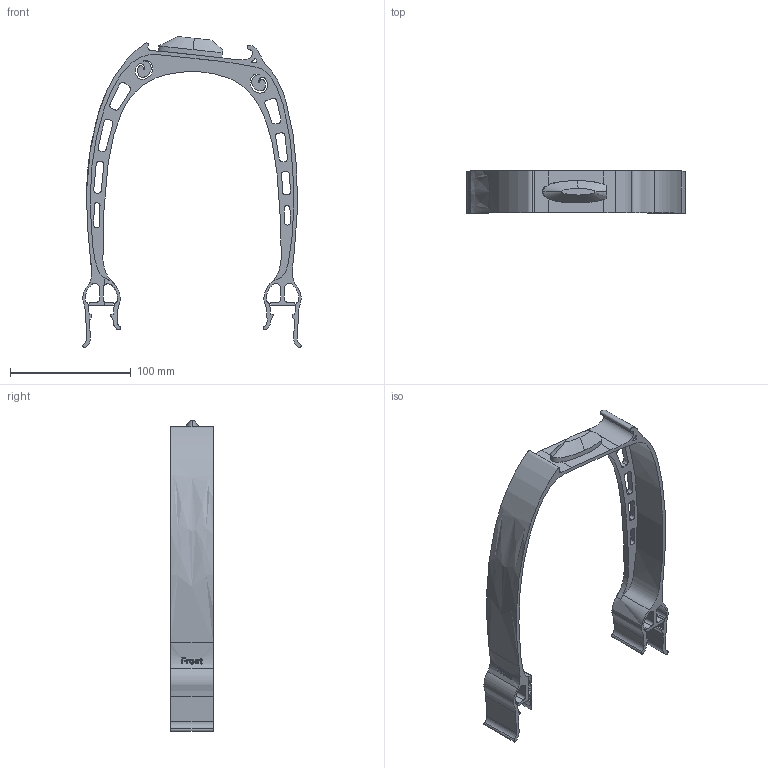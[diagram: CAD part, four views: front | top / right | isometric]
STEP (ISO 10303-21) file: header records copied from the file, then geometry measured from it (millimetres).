
FILE_DESCRIPTION(/* description */ (''),/* implementation_level */ '2;1');
FILE_NAME(/* name */ 'Support',/* time_stamp */ '2017-02-20T10:32:13-08:00',/* author */ (''),/* organization */ (''),/* preprocessor_version */ 'ST-DEVELOPER v15',/* originating_system */ '',/* authorisation */ '');
FILE_SCHEMA (('AUTOMOTIVE_DESIGN'));
Length unit declared in the file: millimetre
Products named in the file (1): Document
Bounding box: 180.77 x 35 x 257.53 mm (x, y, z)
Volume: 80269.9 mm3; surface area: 75188.5 mm2
Topology: 1 solids, 1 shells, 215 faces, 624 edges, 415 vertices
Faces by surface type: bspline 159, plane 56
Entity records: 12026 total; most frequent: CARTESIAN_POINT 8484, ORIENTED_EDGE 1244, EDGE_CURVE 622, VERTEX_POINT 415, B_SPLINE_CURVE_WITH_KNOTS 314, EDGE_LOOP 243, ADVANCED_FACE 215, FACE_OUTER_BOUND 215
